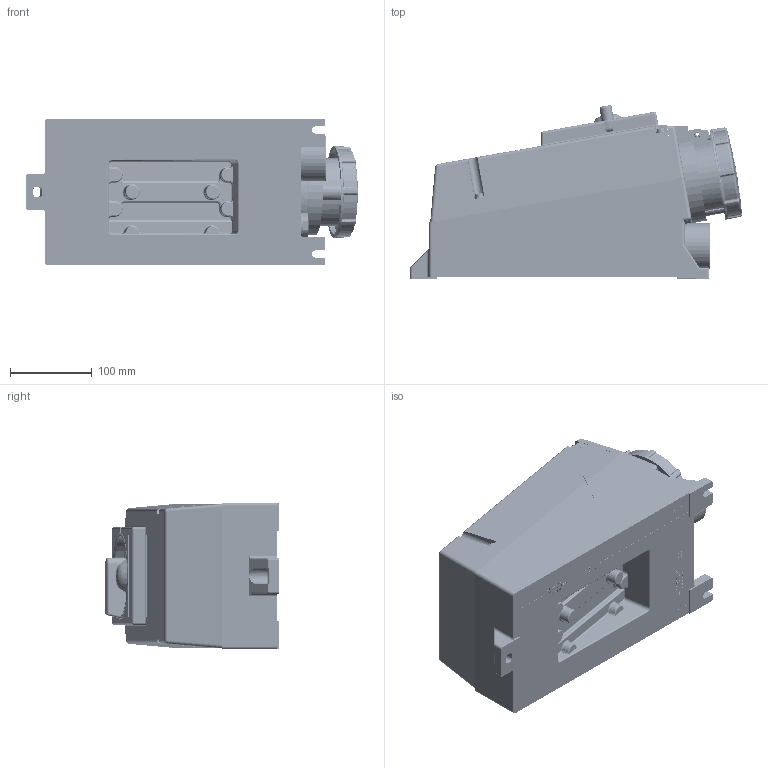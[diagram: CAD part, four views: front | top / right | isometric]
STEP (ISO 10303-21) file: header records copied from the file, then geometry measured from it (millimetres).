
FILE_DESCRIPTION (( 'STEP AP203' ), '1' );
FILE_NAME ('8579_21-___.STEP', '2013-11-12T12:09:01', ( 'Admin' ), ( 'R. STAHL AG' ), 'SwSTEP 2.0', 'SolidWorks 2013', '' );
FILE_SCHEMA (( 'CONFIG_CONTROL_DESIGN' ));
Length unit declared in the file: millimetre
Products named in the file (30): 506_797_0_geb”rdelt; 86_049_03_16_0_86_049_03_16_0_ohne Text; 515_610_0; 515_643_0; 85_799_02_05_0s; 85_799_03_05_0s; 85_799_10_05_0; 515_815_0; 85_790_50_08_0_Steckdosenflansch_Leitungen ausgebrochen dargestellt; 80_409_01_50_0_Vereinfacht; 85_799_02_95_0_einbau; 8579_21-___; 85_799_14_04_0_85_799_17_04_0; 506_548_0; 85_799_01_49_0s; 502_691_0s_Erweitert; 515_795_0_515_812_0 M48; 65_619_00_91_0; 82_900_09_59_0_ohne Beschriftung; 85_790_25_49_0_Dichtung; 85_799_14_04_0_85_799_18_04_0; 85_790_25_49_0; 86_049_20_85_0; 81_469_01_50_0; 81_469_01_91_0; 85_799_05_37_0; 85_799_01_95_0; 85_799_01_78_0; 82_909_02_59_0_ohne Beschriftung
Assembly tree (45 placements, depth 5):
  8579_21-___
    85_799_14_04_0_85_799_17_04_0
      85_799_14_04_0_85_799_18_04_0
      81_469_01_91_0  x4
      65_619_00_91_0  x4
      80_409_01_50_0_Vereinfacht  x2
    85_790_50_08_0_Steckdosenflansch_Leitungen ausgebrochen dargestellt
      85_790_25_49_0
        85_799_01_49_0s
          85_799_01_49_0s
          81_469_01_50_0  x4
        85_790_25_49_0_Dichtung
      85_799_01_95_0
      506_797_0_geb”rdelt
      85_799_02_05_0s
      85_799_03_05_0s
    85_799_10_05_0
    86_049_20_85_0
    85_799_01_78_0
    86_049_03_16_0_86_049_03_16_0_ohne Text
    515_643_0
    515_815_0
    85_799_02_95_0_einbau
    506_548_0  x4
    502_691_0s_Erweitert  x4
    515_795_0_515_812_0 M48
    85_799_05_37_0
    82_900_09_59_0_ohne Beschriftung
      82_909_02_59_0_ohne Beschriftung
      515_610_0
Bounding box: 406.88 x 212.42 x 180 mm (x, y, z)
Volume: 2750393.7 mm3; surface area: 820552.6 mm2
Topology: 40 solids, 40 shells, 7048 faces, 18327 edges, 11664 vertices
Faces by surface type: plane 2793, bspline 1844, cylinder 1269, cone 654, torus 356, sphere 132
Entity records: 279863 total; most frequent: CARTESIAN_POINT 135312, ORIENTED_EDGE 32514, DIRECTION 23792, EDGE_CURVE 16257, VERTEX_POINT 10448, LINE 8690, VECTOR 8690, AXIS2_PLACEMENT_3D 7551
